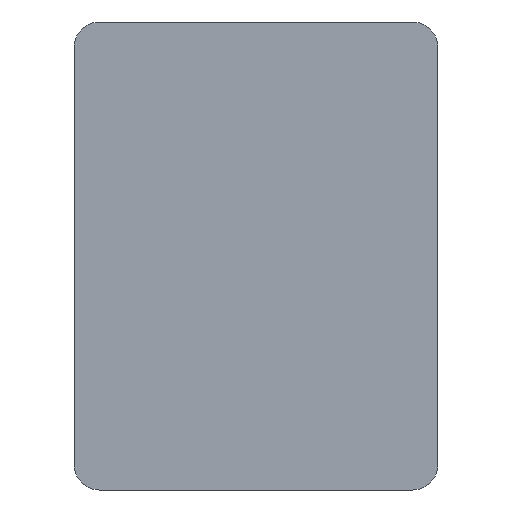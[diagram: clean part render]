
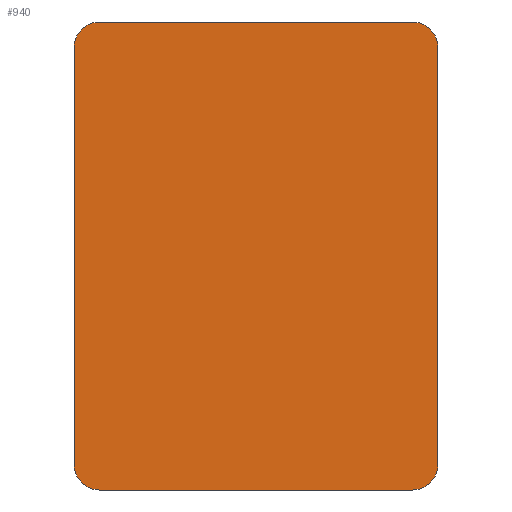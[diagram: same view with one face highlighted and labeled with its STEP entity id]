
A CAD part, front view. The second image highlights one B-rep face of the part: STEP entity #940.
In plain terms, the highlighted planar face has unit normal (0, -1, 0).
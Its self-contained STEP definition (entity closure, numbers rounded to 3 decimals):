
#30 = EDGE_CURVE ( 'NONE', #123, #1442, #395, .T. ) ;
#54 = CARTESIAN_POINT ( 'NONE',  ( 50.5, 0., -3.5 ) ) ;
#78 = DIRECTION ( 'NONE',  ( 0., 0., 1. ) ) ;
#123 = VERTEX_POINT ( 'NONE', #614 ) ;
#163 = ORIENTED_EDGE ( 'NONE', *, *, #313, .F. ) ;
#194 = EDGE_CURVE ( 'NONE', #385, #576, #890, .T. ) ;
#251 = DIRECTION ( 'NONE',  ( 0., 1., 0. ) ) ;
#270 = LINE ( 'NONE', #1712, #1172 ) ;
#313 = EDGE_CURVE ( 'NONE', #1442, #979, #875, .T. ) ;
#324 = DIRECTION ( 'NONE',  ( 0., 1., 0. ) ) ;
#364 = ORIENTED_EDGE ( 'NONE', *, *, #1099, .F. ) ;
#378 = VERTEX_POINT ( 'NONE', #1138 ) ;
#381 = EDGE_CURVE ( 'NONE', #1651, #385, #1560, .T. ) ;
#385 = VERTEX_POINT ( 'NONE', #54 ) ;
#395 = LINE ( 'NONE', #1462, #521 ) ;
#412 = DIRECTION ( 'NONE',  ( 0., 0., -1. ) ) ;
#415 = DIRECTION ( 'NONE',  ( 0., 0., -1. ) ) ;
#453 = ORIENTED_EDGE ( 'NONE', *, *, #1492, .F. ) ;
#476 = CARTESIAN_POINT ( 'NONE',  ( 0., 0., -61.5 ) ) ;
#477 = DIRECTION ( 'NONE',  ( 0., 1., 0. ) ) ;
#481 = AXIS2_PLACEMENT_3D ( 'NONE', #1455, #251, #415 ) ;
#499 = VECTOR ( 'NONE', #78, 1000. ) ;
#521 = VECTOR ( 'NONE', #924, 1000. ) ;
#541 = CARTESIAN_POINT ( 'NONE',  ( 3.5, 0., -65. ) ) ;
#565 = EDGE_CURVE ( 'NONE', #576, #123, #1255, .T. ) ;
#567 = CARTESIAN_POINT ( 'NONE',  ( 47., 0., -3.5 ) ) ;
#576 = VERTEX_POINT ( 'NONE', #1040 ) ;
#586 = EDGE_CURVE ( 'NONE', #979, #1737, #1543, .T. ) ;
#590 = ORIENTED_EDGE ( 'NONE', *, *, #586, .F. ) ;
#596 = CARTESIAN_POINT ( 'NONE',  ( 0., 0., -3.5 ) ) ;
#608 = CIRCLE ( 'NONE', #1644, 3.5 ) ;
#614 = CARTESIAN_POINT ( 'NONE',  ( 47., 0., -65. ) ) ;
#645 = ORIENTED_EDGE ( 'NONE', *, *, #194, .F. ) ;
#731 = DIRECTION ( 'NONE',  ( 0., 0., 1. ) ) ;
#802 = AXIS2_PLACEMENT_3D ( 'NONE', #567, #324, #731 ) ;
#841 = AXIS2_PLACEMENT_3D ( 'NONE', #1444, #1542, #1550 ) ;
#875 = CIRCLE ( 'NONE', #481, 3.5 ) ;
#876 = PLANE ( 'NONE',  #841 ) ;
#890 = LINE ( 'NONE', #1464, #1222 ) ;
#909 = ORIENTED_EDGE ( 'NONE', *, *, #565, .F. ) ;
#924 = DIRECTION ( 'NONE',  ( -1., 0., 0. ) ) ;
#940 = ADVANCED_FACE ( 'NONE', ( #1000 ), #876, .F. ) ;
#945 = ORIENTED_EDGE ( 'NONE', *, *, #30, .F. ) ;
#979 = VERTEX_POINT ( 'NONE', #476 ) ;
#1000 = FACE_OUTER_BOUND ( 'NONE', #1198, .T. ) ;
#1040 = CARTESIAN_POINT ( 'NONE',  ( 50.5, 0., -61.5 ) ) ;
#1087 = CARTESIAN_POINT ( 'NONE',  ( 3.5, 0., -3.5 ) ) ;
#1099 = EDGE_CURVE ( 'NONE', #1737, #378, #608, .T. ) ;
#1138 = CARTESIAN_POINT ( 'NONE',  ( 3.5, 0., 0. ) ) ;
#1172 = VECTOR ( 'NONE', #1736, 1000. ) ;
#1198 = EDGE_LOOP ( 'NONE', ( #1267, #453, #364, #590, #163, #945, #909, #645 ) ) ;
#1222 = VECTOR ( 'NONE', #1223, 1000. ) ;
#1223 = DIRECTION ( 'NONE',  ( 0., 0., -1. ) ) ;
#1255 = CIRCLE ( 'NONE', #1479, 3.5 ) ;
#1267 = ORIENTED_EDGE ( 'NONE', *, *, #381, .F. ) ;
#1285 = CARTESIAN_POINT ( 'NONE',  ( 0., 0., -3.5 ) ) ;
#1361 = CARTESIAN_POINT ( 'NONE',  ( 47., 0., 0. ) ) ;
#1415 = DIRECTION ( 'NONE',  ( 0., 0., -1. ) ) ;
#1442 = VERTEX_POINT ( 'NONE', #541 ) ;
#1444 = CARTESIAN_POINT ( 'NONE',  ( 47., 0., -3.5 ) ) ;
#1455 = CARTESIAN_POINT ( 'NONE',  ( 3.5, 0., -61.5 ) ) ;
#1462 = CARTESIAN_POINT ( 'NONE',  ( 3.5, 0., -65. ) ) ;
#1464 = CARTESIAN_POINT ( 'NONE',  ( 50.5, 0., -3.5 ) ) ;
#1479 = AXIS2_PLACEMENT_3D ( 'NONE', #1676, #477, #1415 ) ;
#1492 = EDGE_CURVE ( 'NONE', #378, #1651, #270, .T. ) ;
#1542 = DIRECTION ( 'NONE',  ( 0., 1., 0. ) ) ;
#1543 = LINE ( 'NONE', #1285, #499 ) ;
#1550 = DIRECTION ( 'NONE',  ( 0., 0., 1. ) ) ;
#1560 = CIRCLE ( 'NONE', #802, 3.5 ) ;
#1609 = DIRECTION ( 'NONE',  ( 0., 1., 0. ) ) ;
#1644 = AXIS2_PLACEMENT_3D ( 'NONE', #1087, #1609, #412 ) ;
#1651 = VERTEX_POINT ( 'NONE', #1361 ) ;
#1676 = CARTESIAN_POINT ( 'NONE',  ( 47., 0., -61.5 ) ) ;
#1712 = CARTESIAN_POINT ( 'NONE',  ( 3.5, 0., 0. ) ) ;
#1736 = DIRECTION ( 'NONE',  ( 1., 0., 0. ) ) ;
#1737 = VERTEX_POINT ( 'NONE', #596 ) ;
